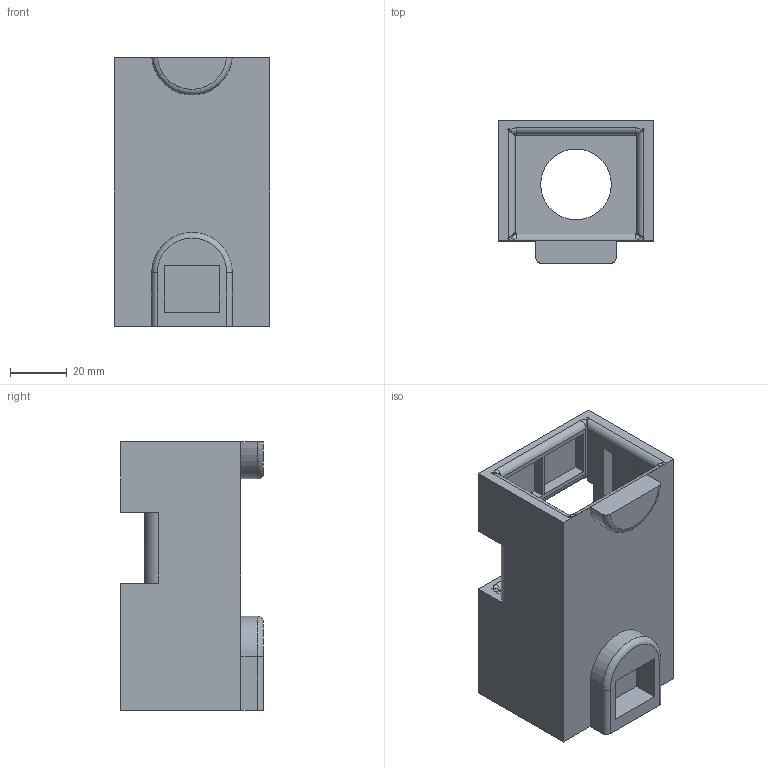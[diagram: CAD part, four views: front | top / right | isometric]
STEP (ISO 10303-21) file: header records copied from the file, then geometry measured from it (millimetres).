
FILE_DESCRIPTION(/* description */ (''),/* implementation_level */ '2;1');
FILE_NAME(/* name */ 'NSM GNB battery shield.stp',/* time_stamp */ '2023-01-31T11:29:27-07:00',/* author */ ('Steven'),/* organization */ (''),/* preprocessor_version */ 'ST-DEVELOPER v19',/* originating_system */ 'Autodesk Inventor 2023',/* authorisation */ '');
FILE_SCHEMA (('AUTOMOTIVE_DESIGN { 1 0 10303 214 3 1 1 }'));
Length unit declared in the file: millimetre
Products named in the file (1): NSM GNB battery shield
Bounding box: 55 x 50.5 x 95 mm (x, y, z)
Volume: 62259.8 mm3; surface area: 41550.2 mm2
Topology: 1 solids, 1 shells, 111 faces, 301 edges, 190 vertices
Faces by surface type: plane 78, cylinder 21, bspline 10, torus 2
Full cylindrical faces by diameter (mm): 25 x1
Entity records: 3508 total; most frequent: CARTESIAN_POINT 713, ORIENTED_EDGE 582, DIRECTION 551, EDGE_CURVE 291, LINE 219, VECTOR 219, VERTEX_POINT 190, AXIS2_PLACEMENT_3D 166
